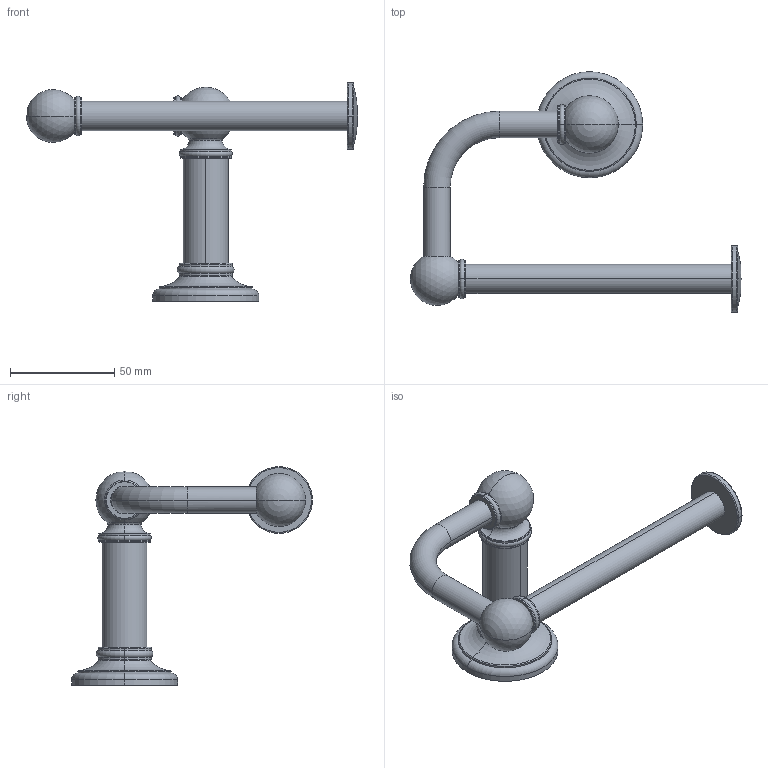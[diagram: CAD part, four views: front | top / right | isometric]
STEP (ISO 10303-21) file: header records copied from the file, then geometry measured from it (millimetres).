
FILE_DESCRIPTION((''),'2;1');
FILE_NAME('38-27_WEB','2011-12-14T',('ravindrashirol'),(''),'PRO/ENGINEER BY PARAMETRIC TECHNOLOGY CORPORATION, 2009300','PRO/ENGINEER BY PARAMETRIC TECHNOLOGY CORPORATION, 2009300','');
FILE_SCHEMA(('CONFIG_CONTROL_DESIGN'));
Length unit declared in the file: inch
Products named in the file (1): 38-27_WEB
Bounding box: 158.59 x 115.4 x 104.79 mm (x, y, z)
Volume: 80859.3 mm3; surface area: 59076.9 mm2
Topology: 2 solids, 13 shells, 796 faces, 2135 edges, 1371 vertices
Faces by surface type: plane 235, cylinder 183, extrusion 131, bspline 112, torus 97, cone 28, sphere 10
Entity records: 44775 total; most frequent: CARTESIAN_POINT 26677, ORIENTED_EDGE 4159, DIRECTION 2902, EDGE_CURVE 2121, VERTEX_POINT 1371, B_SPLINE_CURVE_WITH_KNOTS 1025, AXIS2_PLACEMENT_3D 990, VECTOR 922
